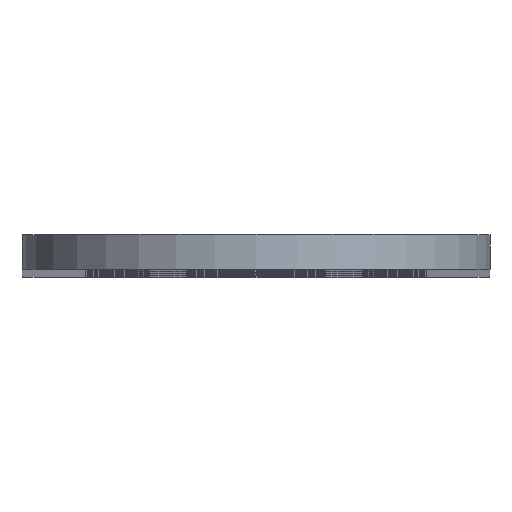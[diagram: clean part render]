
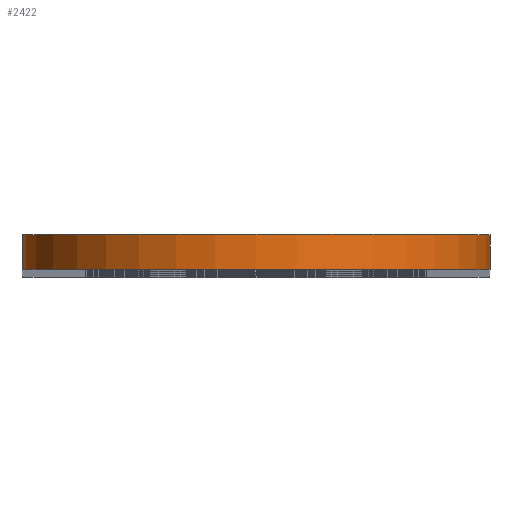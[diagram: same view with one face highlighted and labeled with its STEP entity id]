
A CAD part, top view. The second image highlights one B-rep face of the part: STEP entity #2422.
In plain terms, the highlighted cylindrical face has radius 13.5 mm (diameter 27 mm), a partial arc.
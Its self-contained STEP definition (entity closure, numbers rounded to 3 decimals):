
#128 = EDGE_CURVE ( 'NONE', #827, #3983, #4033, .T. ) ;
#262 = DIRECTION ( 'NONE',  ( 0., 1., 0. ) ) ;
#321 = CARTESIAN_POINT ( 'NONE',  ( 12.68, -18.672, 134.674 ) ) ;
#827 = VERTEX_POINT ( 'NONE', #3892 ) ;
#927 = LINE ( 'NONE', #2000, #5436 ) ;
#933 = DIRECTION ( 'NONE',  ( 0., 0., 1. ) ) ;
#993 = AXIS2_PLACEMENT_3D ( 'NONE', #2565, #2561, #2525 ) ;
#1195 = DIRECTION ( 'NONE',  ( 0., -1., 0. ) ) ;
#1318 = CARTESIAN_POINT ( 'NONE',  ( -0.82, -20.672, 134.674 ) ) ;
#1380 = EDGE_CURVE ( 'NONE', #5561, #1512, #5193, .T. ) ;
#1512 = VERTEX_POINT ( 'NONE', #1818 ) ;
#1514 = EDGE_LOOP ( 'NONE', ( #3596, #2211, #4774, #3430 ) ) ;
#1612 = AXIS2_PLACEMENT_3D ( 'NONE', #321, #262, #933 ) ;
#1818 = CARTESIAN_POINT ( 'NONE',  ( 26.18, -20.672, 134.674 ) ) ;
#1906 = CARTESIAN_POINT ( 'NONE',  ( 12.68, -18.672, 134.674 ) ) ;
#2000 = CARTESIAN_POINT ( 'NONE',  ( -0.82, -18.672, 134.674 ) ) ;
#2211 = ORIENTED_EDGE ( 'NONE', *, *, #4882, .F. ) ;
#2357 = DIRECTION ( 'NONE',  ( 0., 0., -1. ) ) ;
#2422 = ADVANCED_FACE ( 'NONE', ( #3758 ), #4770, .T. ) ;
#2525 = DIRECTION ( 'NONE',  ( 0., 0., 1. ) ) ;
#2561 = DIRECTION ( 'NONE',  ( 0., 1., 0. ) ) ;
#2565 = CARTESIAN_POINT ( 'NONE',  ( 12.68, -20.672, 134.674 ) ) ;
#2865 = CARTESIAN_POINT ( 'NONE',  ( 26.18, -18.672, 134.674 ) ) ;
#3430 = ORIENTED_EDGE ( 'NONE', *, *, #5298, .T. ) ;
#3596 = ORIENTED_EDGE ( 'NONE', *, *, #1380, .T. ) ;
#3618 = VECTOR ( 'NONE', #1195, 1000. ) ;
#3758 = FACE_OUTER_BOUND ( 'NONE', #1514, .T. ) ;
#3828 = CARTESIAN_POINT ( 'NONE',  ( 26.18, -18.672, 134.674 ) ) ;
#3892 = CARTESIAN_POINT ( 'NONE',  ( -0.82, -18.672, 134.674 ) ) ;
#3983 = VERTEX_POINT ( 'NONE', #2865 ) ;
#4033 = CIRCLE ( 'NONE', #1612, 13.5 ) ;
#4537 = DIRECTION ( 'NONE',  ( 0., -1., 0. ) ) ;
#4571 = AXIS2_PLACEMENT_3D ( 'NONE', #1906, #4537, #2357 ) ;
#4753 = LINE ( 'NONE', #3828, #3618 ) ;
#4770 = CYLINDRICAL_SURFACE ( 'NONE', #4571, 13.5 ) ;
#4774 = ORIENTED_EDGE ( 'NONE', *, *, #128, .F. ) ;
#4882 = EDGE_CURVE ( 'NONE', #3983, #1512, #4753, .T. ) ;
#5038 = DIRECTION ( 'NONE',  ( 0., -1., 0. ) ) ;
#5193 = CIRCLE ( 'NONE', #993, 13.5 ) ;
#5298 = EDGE_CURVE ( 'NONE', #827, #5561, #927, .T. ) ;
#5436 = VECTOR ( 'NONE', #5038, 1000. ) ;
#5561 = VERTEX_POINT ( 'NONE', #1318 ) ;
